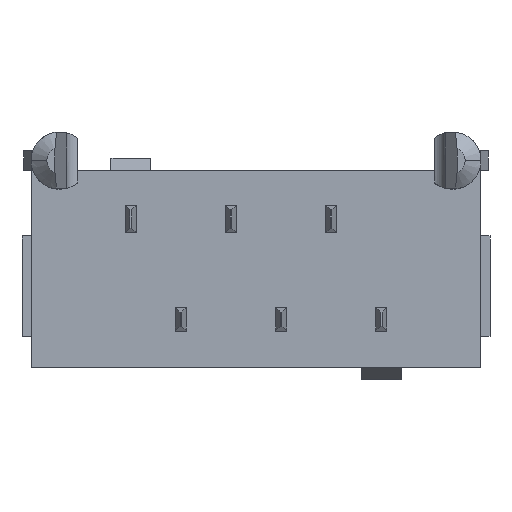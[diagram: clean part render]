
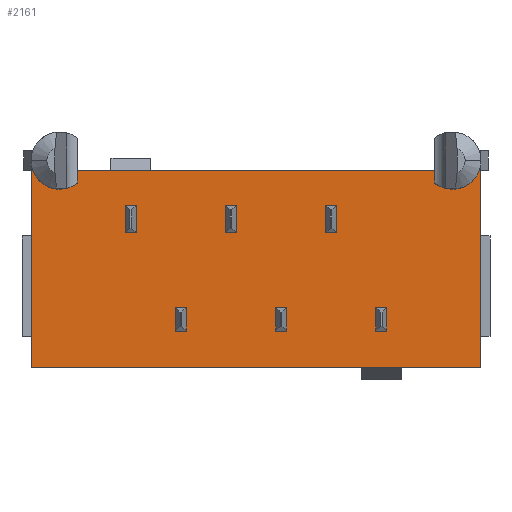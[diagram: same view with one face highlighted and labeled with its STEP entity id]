
A CAD part, front view. The second image highlights one B-rep face of the part: STEP entity #2161.
In plain terms, the highlighted planar face has unit normal (0, -1, 0).
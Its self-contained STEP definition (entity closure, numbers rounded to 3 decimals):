
#96=CARTESIAN_POINT('',(-5.7,0.,-2.5));
#97=VERTEX_POINT('',#96);
#104=CARTESIAN_POINT('',(-5.7,0.,2.75));
#105=VERTEX_POINT('',#104);
#106=CARTESIAN_POINT('',(-5.7,0.,2.75));
#107=DIRECTION('',(0.,0.,-1.));
#108=VECTOR('',#107,5.25);
#109=LINE('',#106,#108);
#110=EDGE_CURVE('',#105,#97,#109,.T.);
#896=CARTESIAN_POINT('',(5.7,0.,2.75));
#897=VERTEX_POINT('',#896);
#904=CARTESIAN_POINT('',(5.7,0.,-2.5));
#905=VERTEX_POINT('',#904);
#906=CARTESIAN_POINT('',(5.7,0.,-2.5));
#907=DIRECTION('',(0.,0.,1.));
#908=VECTOR('',#907,5.25);
#909=LINE('',#906,#908);
#910=EDGE_CURVE('',#905,#897,#909,.T.);
#1077=CARTESIAN_POINT('',(-4.525,-0.,2.5));
#1078=VERTEX_POINT('',#1077);
#1085=CARTESIAN_POINT('',(4.525,-0.,2.5));
#1086=VERTEX_POINT('',#1085);
#1087=CARTESIAN_POINT('',(-4.525,0.,2.5));
#1088=DIRECTION('',(1.,0.,-0.));
#1089=VECTOR('',#1088,9.05);
#1090=LINE('',#1087,#1089);
#1091=EDGE_CURVE('',#1078,#1086,#1090,.T.);
#1406=CARTESIAN_POINT('',(4.525,-0.,2.182));
#1407=VERTEX_POINT('',#1406);
#1419=CARTESIAN_POINT('',(4.975,0.,2.75));
#1420=DIRECTION('',(0.,-1.,-0.));
#1421=DIRECTION('',(-0.621,0.,-0.784));
#1422=AXIS2_PLACEMENT_3D('',#1419,#1420,#1421);
#1423=CIRCLE('',#1422,0.725);
#1424=EDGE_CURVE('',#1407,#897,#1423,.T.);
#1903=CARTESIAN_POINT('',(-4.525,-0.,2.182));
#1904=VERTEX_POINT('',#1903);
#1916=CARTESIAN_POINT('',(-4.525,0.,2.5));
#1917=DIRECTION('',(0.,0.,-1.));
#1918=VECTOR('',#1917,0.318);
#1919=LINE('',#1916,#1918);
#1920=EDGE_CURVE('',#1078,#1904,#1919,.T.);
#1926=CARTESIAN_POINT('',(-5.7,0.,2.5));
#1927=DIRECTION('',(0.,-1.,0.));
#1928=DIRECTION('',(0.,0.,-1.));
#1929=AXIS2_PLACEMENT_3D('',#1926,#1927,#1928);
#1930=PLANE('',#1929);
#1931=ORIENTED_EDGE('',*,*,#1091,.F.);
#1932=ORIENTED_EDGE('',*,*,#1920,.T.);
#1933=CARTESIAN_POINT('',(-4.975,0.,2.75));
#1934=DIRECTION('',(0.,-1.,0.));
#1935=DIRECTION('',(-1.,0.,0.));
#1936=AXIS2_PLACEMENT_3D('',#1933,#1934,#1935);
#1937=CIRCLE('',#1936,0.725);
#1938=EDGE_CURVE('',#105,#1904,#1937,.T.);
#1939=ORIENTED_EDGE('',*,*,#1938,.F.);
#1940=ORIENTED_EDGE('',*,*,#110,.T.);
#1941=CARTESIAN_POINT('',(-5.7,0.,-2.5));
#1942=DIRECTION('',(1.,0.,-0.));
#1943=VECTOR('',#1942,11.4);
#1944=LINE('',#1941,#1943);
#1945=EDGE_CURVE('',#97,#905,#1944,.T.);
#1946=ORIENTED_EDGE('',*,*,#1945,.T.);
#1947=ORIENTED_EDGE('',*,*,#910,.T.);
#1948=ORIENTED_EDGE('',*,*,#1424,.F.);
#1949=CARTESIAN_POINT('',(4.525,0.,2.182));
#1950=DIRECTION('',(0.,0.,1.));
#1951=VECTOR('',#1950,0.318);
#1952=LINE('',#1949,#1951);
#1953=EDGE_CURVE('',#1407,#1086,#1952,.T.);
#1954=ORIENTED_EDGE('',*,*,#1953,.T.);
#1955=EDGE_LOOP('',(#1931,#1932,#1939,#1940,#1946,#1947,#1948,#1954));
#1956=FACE_BOUND('',#1955,.T.);
#1957=CARTESIAN_POINT('',(-3.315,0.,1.62));
#1958=VERTEX_POINT('',#1957);
#1959=CARTESIAN_POINT('',(-3.035,0.,1.62));
#1960=VERTEX_POINT('',#1959);
#1961=CARTESIAN_POINT('',(-3.315,0.,1.62));
#1962=DIRECTION('',(1.,0.,-0.));
#1963=VECTOR('',#1962,0.28);
#1964=LINE('',#1961,#1963);
#1965=EDGE_CURVE('',#1958,#1960,#1964,.T.);
#1966=ORIENTED_EDGE('',*,*,#1965,.T.);
#1967=CARTESIAN_POINT('',(-3.035,0.,0.92));
#1968=VERTEX_POINT('',#1967);
#1969=CARTESIAN_POINT('',(-3.035,0.,1.62));
#1970=DIRECTION('',(0.,0.,-1.));
#1971=VECTOR('',#1970,0.7);
#1972=LINE('',#1969,#1971);
#1973=EDGE_CURVE('',#1960,#1968,#1972,.T.);
#1974=ORIENTED_EDGE('',*,*,#1973,.T.);
#1975=CARTESIAN_POINT('',(-3.315,0.,0.92));
#1976=VERTEX_POINT('',#1975);
#1977=CARTESIAN_POINT('',(-3.315,0.,0.92));
#1978=DIRECTION('',(1.,0.,-0.));
#1979=VECTOR('',#1978,0.28);
#1980=LINE('',#1977,#1979);
#1981=EDGE_CURVE('',#1976,#1968,#1980,.T.);
#1982=ORIENTED_EDGE('',*,*,#1981,.F.);
#1983=CARTESIAN_POINT('',(-3.315,0.,1.62));
#1984=DIRECTION('',(0.,0.,-1.));
#1985=VECTOR('',#1984,0.7);
#1986=LINE('',#1983,#1985);
#1987=EDGE_CURVE('',#1958,#1976,#1986,.T.);
#1988=ORIENTED_EDGE('',*,*,#1987,.F.);
#1989=EDGE_LOOP('',(#1966,#1974,#1982,#1988));
#1990=FACE_BOUND('',#1989,.T.);
#1991=CARTESIAN_POINT('',(-0.775,0.,1.62));
#1992=VERTEX_POINT('',#1991);
#1993=CARTESIAN_POINT('',(-0.495,0.,1.62));
#1994=VERTEX_POINT('',#1993);
#1995=CARTESIAN_POINT('',(-0.775,0.,1.62));
#1996=DIRECTION('',(1.,0.,-0.));
#1997=VECTOR('',#1996,0.28);
#1998=LINE('',#1995,#1997);
#1999=EDGE_CURVE('',#1992,#1994,#1998,.T.);
#2000=ORIENTED_EDGE('',*,*,#1999,.T.);
#2001=CARTESIAN_POINT('',(-0.495,0.,0.92));
#2002=VERTEX_POINT('',#2001);
#2003=CARTESIAN_POINT('',(-0.495,0.,1.62));
#2004=DIRECTION('',(0.,0.,-1.));
#2005=VECTOR('',#2004,0.7);
#2006=LINE('',#2003,#2005);
#2007=EDGE_CURVE('',#1994,#2002,#2006,.T.);
#2008=ORIENTED_EDGE('',*,*,#2007,.T.);
#2009=CARTESIAN_POINT('',(-0.775,0.,0.92));
#2010=VERTEX_POINT('',#2009);
#2011=CARTESIAN_POINT('',(-0.775,0.,0.92));
#2012=DIRECTION('',(1.,0.,-0.));
#2013=VECTOR('',#2012,0.28);
#2014=LINE('',#2011,#2013);
#2015=EDGE_CURVE('',#2010,#2002,#2014,.T.);
#2016=ORIENTED_EDGE('',*,*,#2015,.F.);
#2017=CARTESIAN_POINT('',(-0.775,0.,1.62));
#2018=DIRECTION('',(0.,0.,-1.));
#2019=VECTOR('',#2018,0.7);
#2020=LINE('',#2017,#2019);
#2021=EDGE_CURVE('',#1992,#2010,#2020,.T.);
#2022=ORIENTED_EDGE('',*,*,#2021,.F.);
#2023=EDGE_LOOP('',(#2000,#2008,#2016,#2022));
#2024=FACE_BOUND('',#2023,.T.);
#2025=CARTESIAN_POINT('',(1.765,0.,1.62));
#2026=VERTEX_POINT('',#2025);
#2027=CARTESIAN_POINT('',(2.045,0.,1.62));
#2028=VERTEX_POINT('',#2027);
#2029=CARTESIAN_POINT('',(1.765,0.,1.62));
#2030=DIRECTION('',(1.,0.,-0.));
#2031=VECTOR('',#2030,0.28);
#2032=LINE('',#2029,#2031);
#2033=EDGE_CURVE('',#2026,#2028,#2032,.T.);
#2034=ORIENTED_EDGE('',*,*,#2033,.T.);
#2035=CARTESIAN_POINT('',(2.045,0.,0.92));
#2036=VERTEX_POINT('',#2035);
#2037=CARTESIAN_POINT('',(2.045,0.,1.62));
#2038=DIRECTION('',(0.,0.,-1.));
#2039=VECTOR('',#2038,0.7);
#2040=LINE('',#2037,#2039);
#2041=EDGE_CURVE('',#2028,#2036,#2040,.T.);
#2042=ORIENTED_EDGE('',*,*,#2041,.T.);
#2043=CARTESIAN_POINT('',(1.765,0.,0.92));
#2044=VERTEX_POINT('',#2043);
#2045=CARTESIAN_POINT('',(1.765,0.,0.92));
#2046=DIRECTION('',(1.,0.,-0.));
#2047=VECTOR('',#2046,0.28);
#2048=LINE('',#2045,#2047);
#2049=EDGE_CURVE('',#2044,#2036,#2048,.T.);
#2050=ORIENTED_EDGE('',*,*,#2049,.F.);
#2051=CARTESIAN_POINT('',(1.765,0.,1.62));
#2052=DIRECTION('',(0.,0.,-1.));
#2053=VECTOR('',#2052,0.7);
#2054=LINE('',#2051,#2053);
#2055=EDGE_CURVE('',#2026,#2044,#2054,.T.);
#2056=ORIENTED_EDGE('',*,*,#2055,.F.);
#2057=EDGE_LOOP('',(#2034,#2042,#2050,#2056));
#2058=FACE_BOUND('',#2057,.T.);
#2059=CARTESIAN_POINT('',(-2.045,0.,-1.57));
#2060=VERTEX_POINT('',#2059);
#2061=CARTESIAN_POINT('',(-1.765,0.,-1.57));
#2062=VERTEX_POINT('',#2061);
#2063=CARTESIAN_POINT('',(-2.045,0.,-1.57));
#2064=DIRECTION('',(1.,0.,-0.));
#2065=VECTOR('',#2064,0.28);
#2066=LINE('',#2063,#2065);
#2067=EDGE_CURVE('',#2060,#2062,#2066,.T.);
#2068=ORIENTED_EDGE('',*,*,#2067,.F.);
#2069=CARTESIAN_POINT('',(-2.045,0.,-0.97));
#2070=VERTEX_POINT('',#2069);
#2071=CARTESIAN_POINT('',(-2.045,0.,-0.97));
#2072=DIRECTION('',(0.,0.,-1.));
#2073=VECTOR('',#2072,0.6);
#2074=LINE('',#2071,#2073);
#2075=EDGE_CURVE('',#2070,#2060,#2074,.T.);
#2076=ORIENTED_EDGE('',*,*,#2075,.F.);
#2077=CARTESIAN_POINT('',(-1.765,0.,-0.97));
#2078=VERTEX_POINT('',#2077);
#2079=CARTESIAN_POINT('',(-2.045,0.,-0.97));
#2080=DIRECTION('',(1.,0.,-0.));
#2081=VECTOR('',#2080,0.28);
#2082=LINE('',#2079,#2081);
#2083=EDGE_CURVE('',#2070,#2078,#2082,.T.);
#2084=ORIENTED_EDGE('',*,*,#2083,.T.);
#2085=CARTESIAN_POINT('',(-1.765,0.,-0.97));
#2086=DIRECTION('',(0.,0.,-1.));
#2087=VECTOR('',#2086,0.6);
#2088=LINE('',#2085,#2087);
#2089=EDGE_CURVE('',#2078,#2062,#2088,.T.);
#2090=ORIENTED_EDGE('',*,*,#2089,.T.);
#2091=EDGE_LOOP('',(#2068,#2076,#2084,#2090));
#2092=FACE_BOUND('',#2091,.T.);
#2093=CARTESIAN_POINT('',(0.495,0.,-1.57));
#2094=VERTEX_POINT('',#2093);
#2095=CARTESIAN_POINT('',(0.775,0.,-1.57));
#2096=VERTEX_POINT('',#2095);
#2097=CARTESIAN_POINT('',(0.495,0.,-1.57));
#2098=DIRECTION('',(1.,0.,-0.));
#2099=VECTOR('',#2098,0.28);
#2100=LINE('',#2097,#2099);
#2101=EDGE_CURVE('',#2094,#2096,#2100,.T.);
#2102=ORIENTED_EDGE('',*,*,#2101,.F.);
#2103=CARTESIAN_POINT('',(0.495,0.,-0.97));
#2104=VERTEX_POINT('',#2103);
#2105=CARTESIAN_POINT('',(0.495,0.,-0.97));
#2106=DIRECTION('',(0.,0.,-1.));
#2107=VECTOR('',#2106,0.6);
#2108=LINE('',#2105,#2107);
#2109=EDGE_CURVE('',#2104,#2094,#2108,.T.);
#2110=ORIENTED_EDGE('',*,*,#2109,.F.);
#2111=CARTESIAN_POINT('',(0.775,0.,-0.97));
#2112=VERTEX_POINT('',#2111);
#2113=CARTESIAN_POINT('',(0.495,0.,-0.97));
#2114=DIRECTION('',(1.,0.,-0.));
#2115=VECTOR('',#2114,0.28);
#2116=LINE('',#2113,#2115);
#2117=EDGE_CURVE('',#2104,#2112,#2116,.T.);
#2118=ORIENTED_EDGE('',*,*,#2117,.T.);
#2119=CARTESIAN_POINT('',(0.775,0.,-0.97));
#2120=DIRECTION('',(0.,0.,-1.));
#2121=VECTOR('',#2120,0.6);
#2122=LINE('',#2119,#2121);
#2123=EDGE_CURVE('',#2112,#2096,#2122,.T.);
#2124=ORIENTED_EDGE('',*,*,#2123,.T.);
#2125=EDGE_LOOP('',(#2102,#2110,#2118,#2124));
#2126=FACE_BOUND('',#2125,.T.);
#2127=CARTESIAN_POINT('',(3.035,0.,-1.57));
#2128=VERTEX_POINT('',#2127);
#2129=CARTESIAN_POINT('',(3.315,0.,-1.57));
#2130=VERTEX_POINT('',#2129);
#2131=CARTESIAN_POINT('',(3.035,0.,-1.57));
#2132=DIRECTION('',(1.,0.,-0.));
#2133=VECTOR('',#2132,0.28);
#2134=LINE('',#2131,#2133);
#2135=EDGE_CURVE('',#2128,#2130,#2134,.T.);
#2136=ORIENTED_EDGE('',*,*,#2135,.F.);
#2137=CARTESIAN_POINT('',(3.035,0.,-0.97));
#2138=VERTEX_POINT('',#2137);
#2139=CARTESIAN_POINT('',(3.035,0.,-0.97));
#2140=DIRECTION('',(0.,0.,-1.));
#2141=VECTOR('',#2140,0.6);
#2142=LINE('',#2139,#2141);
#2143=EDGE_CURVE('',#2138,#2128,#2142,.T.);
#2144=ORIENTED_EDGE('',*,*,#2143,.F.);
#2145=CARTESIAN_POINT('',(3.315,0.,-0.97));
#2146=VERTEX_POINT('',#2145);
#2147=CARTESIAN_POINT('',(3.035,0.,-0.97));
#2148=DIRECTION('',(1.,0.,-0.));
#2149=VECTOR('',#2148,0.28);
#2150=LINE('',#2147,#2149);
#2151=EDGE_CURVE('',#2138,#2146,#2150,.T.);
#2152=ORIENTED_EDGE('',*,*,#2151,.T.);
#2153=CARTESIAN_POINT('',(3.315,0.,-0.97));
#2154=DIRECTION('',(0.,0.,-1.));
#2155=VECTOR('',#2154,0.6);
#2156=LINE('',#2153,#2155);
#2157=EDGE_CURVE('',#2146,#2130,#2156,.T.);
#2158=ORIENTED_EDGE('',*,*,#2157,.T.);
#2159=EDGE_LOOP('',(#2136,#2144,#2152,#2158));
#2160=FACE_BOUND('',#2159,.T.);
#2161=ADVANCED_FACE('',(#1956,#1990,#2024,#2058,#2092,#2126,#2160),#1930,.T.);
